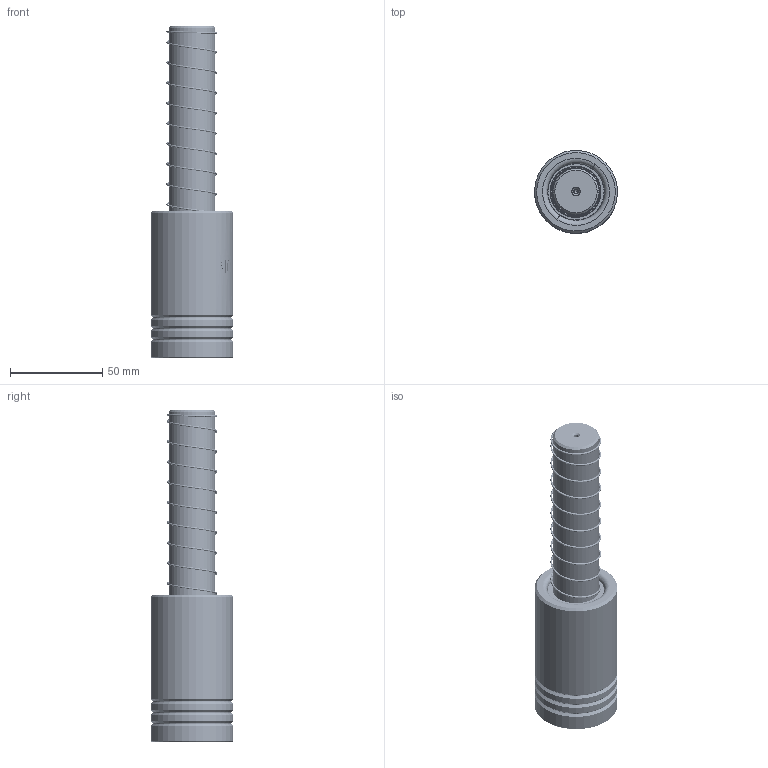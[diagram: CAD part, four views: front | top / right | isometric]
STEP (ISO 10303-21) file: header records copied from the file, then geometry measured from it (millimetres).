
FILE_DESCRIPTION (( 'STEP AP214' ), '1' );
FILE_NAME ('LBSH LBJH-D25-L180£¨BL-80£©.STEP', '2021-08-13T03:15:15', ( '' ), ( '' ), 'SwSTEP 2.0', 'SolidWorks 2016', '' );
FILE_SCHEMA (( 'AUTOMOTIVE_DESIGN' ));
Length unit declared in the file: millimetre
Products named in the file (299): BALL-D3; HWP-D27.5-d25.5-L110; TBB-D45-d31-L80; DDP-D25-L180; BSH-30.5-25.5-L75; LBSH LBJH-D25-L180（BL-80）; BSH-D30.5-25.5-L75郪蚾
Assembly tree (294 placements, depth 3):
  BALL-D3
  BALL-D3
  BALL-D3
  BALL-D3
  BALL-D3
Bounding box: 44.86 x 44.86 x 180.2 mm (x, y, z)
Volume: 169658.2 mm3; surface area: 65927.1 mm2
Topology: 290 solids, 290 shells, 1241 faces, 5434 edges, 3612 vertices
Faces by surface type: sphere 1144, cone 28, cylinder 24, torus 16, plane 15, bspline 14
Entity records: 55931 total; most frequent: CARTESIAN_POINT 33157, ORIENTED_EDGE 3986, DIRECTION 3351, EDGE_CURVE 1993, AXIS2_PLACEMENT_3D 1633, VERTEX_POINT 1312, B_SPLINE_CURVE_WITH_KNOTS 1235, EDGE_LOOP 1227
